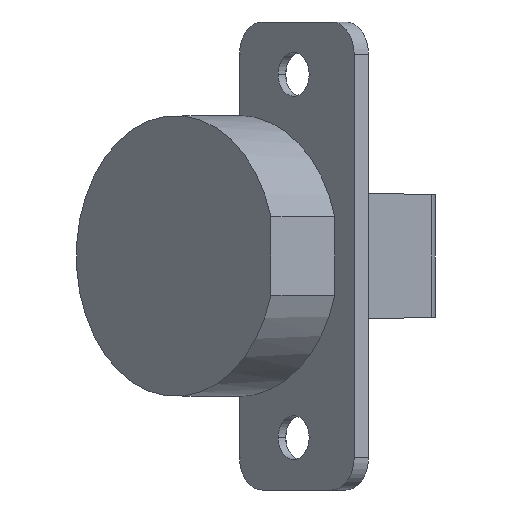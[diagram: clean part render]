
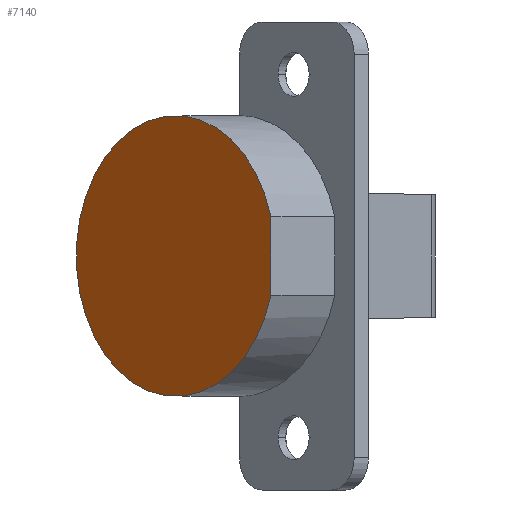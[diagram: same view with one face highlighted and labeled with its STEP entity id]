
A CAD part, front view. The second image highlights one B-rep face of the part: STEP entity #7140.
In plain terms, the highlighted planar face has unit normal (-0.707, -0.707, 0).
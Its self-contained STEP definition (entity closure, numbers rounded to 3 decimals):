
#2704=DIRECTION('',(0.,0.,1.));
#2705=VECTOR('',#2704,9.771);
#2706=CARTESIAN_POINT('',(18.897,-34.736,
-4.886));
#2707=LINE('',#2706,#2705);
#2718=CARTESIAN_POINT('',(7.089,-22.928,0.));
#2719=DIRECTION('',(0.707,0.707,0.));
#2720=DIRECTION('',(0.679,-0.679,-0.281));
#2721=AXIS2_PLACEMENT_3D('',#2718,#2719,#2720);
#4927=CARTESIAN_POINT('',(18.897,-34.736,
-4.886));
#4928=CARTESIAN_POINT('',(18.897,-34.736,4.886));
#4929=VERTEX_POINT('',#4927);
#4930=VERTEX_POINT('',#4928);
#7131=CARTESIAN_POINT('',(7.089,-22.928,0.));
#7132=DIRECTION('',(0.707,0.707,0.));
#7133=DIRECTION('',(0.707,-0.707,0.));
#7134=AXIS2_PLACEMENT_3D('',#7131,#7132,#7133);
#7135=PLANE('',#7134);
#7136=ORIENTED_EDGE('',*,*,#7123,.F.);
#7137=ORIENTED_EDGE('',*,*,#7063,.T.);
#7138=EDGE_LOOP('',(#7136,#7137));
#7139=FACE_OUTER_BOUND('',#7138,.F.);
#2722=CIRCLE('',#2721,17.4);
#7063=EDGE_CURVE('',#4929,#4930,#2722,.T.);
#7123=EDGE_CURVE('',#4929,#4930,#2707,.T.);
#7140=ADVANCED_FACE('',(#7139),#7135,.F.);
